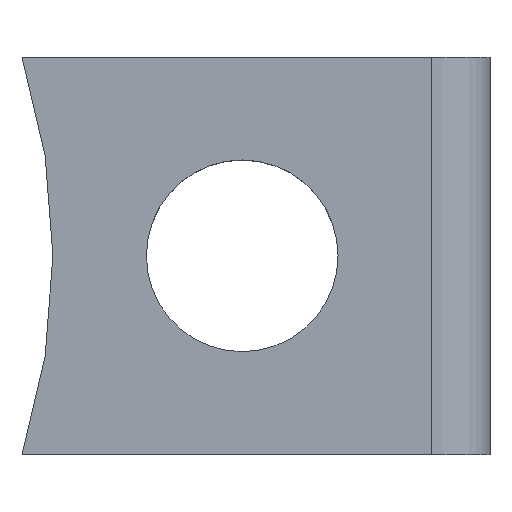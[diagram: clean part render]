
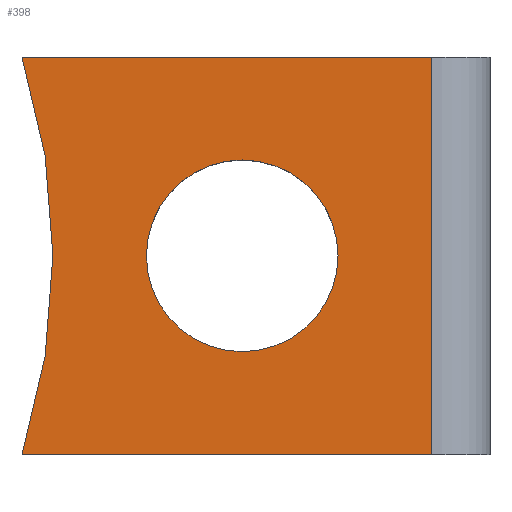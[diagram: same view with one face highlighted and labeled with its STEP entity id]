
A CAD part, top view. The second image highlights one B-rep face of the part: STEP entity #398.
In plain terms, the highlighted planar face has unit normal (0, 0, 1).
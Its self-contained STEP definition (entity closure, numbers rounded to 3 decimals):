
#94=CARTESIAN_POINT('Vertex',(-9.42,-8.5,0.)) ;
#97=CARTESIAN_POINT('Axis2P3D Location',(-36.099,0.,0.)) ;
#101=CARTESIAN_POINT('Vertex',(-9.42,8.5,0.)) ;
#203=CARTESIAN_POINT('Vertex',(8.1,8.5,0.)) ;
#206=CARTESIAN_POINT('Line Origine',(8.1,0.,0.)) ;
#210=CARTESIAN_POINT('Vertex',(8.1,-8.5,0.)) ;
#244=CARTESIAN_POINT('Line Origine',(-0.66,8.5,0.)) ;
#277=CARTESIAN_POINT('Line Origine',(-0.66,-8.5,0.)) ;
#369=CARTESIAN_POINT('Axis2P3D Location',(-10.4,0.,0.)) ;
#380=CARTESIAN_POINT('Axis2P3D Location',(0.,0.,0.)) ;
#384=CARTESIAN_POINT('Vertex',(4.1,0.,0.)) ;
#386=CARTESIAN_POINT('Vertex',(-4.1,0.,0.)) ;
#389=CARTESIAN_POINT('Axis2P3D Location',(0.,0.,0.)) ;
#98=DIRECTION('Axis2P3D Direction',(0.,0.,1.)) ;
#207=DIRECTION('Vector Direction',(0.,1.,0.)) ;
#245=DIRECTION('Vector Direction',(-1.,0.,0.)) ;
#278=DIRECTION('Vector Direction',(-1.,0.,0.)) ;
#370=DIRECTION('Axis2P3D Direction',(0.,0.,1.)) ;
#371=DIRECTION('Axis2P3D XDirection',(1.,0.,0.)) ;
#381=DIRECTION('Axis2P3D Direction',(0.,0.,1.)) ;
#390=DIRECTION('Axis2P3D Direction',(0.,0.,1.)) ;
#99=AXIS2_PLACEMENT_3D('Circle Axis2P3D',#97,#98,$) ;
#372=AXIS2_PLACEMENT_3D('Plane Axis2P3D',#369,#370,#371) ;
#382=AXIS2_PLACEMENT_3D('Circle Axis2P3D',#380,#381,$) ;
#391=AXIS2_PLACEMENT_3D('Circle Axis2P3D',#389,#390,$) ;
#375=ORIENTED_EDGE('',*,*,#248,.T.) ;
#376=ORIENTED_EDGE('',*,*,#103,.F.) ;
#377=ORIENTED_EDGE('',*,*,#281,.F.) ;
#378=ORIENTED_EDGE('',*,*,#212,.T.) ;
#395=ORIENTED_EDGE('',*,*,#388,.F.) ;
#396=ORIENTED_EDGE('',*,*,#393,.F.) ;
#397=FACE_BOUND('',#394,.T.) ;
#208=VECTOR('Line Direction',#207,1.) ;
#246=VECTOR('Line Direction',#245,1.) ;
#279=VECTOR('Line Direction',#278,1.) ;
#398=ADVANCED_FACE('PartBody',(#379,#397),#373,.T.) ;
#100=CIRCLE('generated circle',#99,28.) ;
#383=CIRCLE('generated circle',#382,4.1) ;
#392=CIRCLE('generated circle',#391,4.1) ;
#103=EDGE_CURVE('',#95,#102,#100,.T.) ;
#212=EDGE_CURVE('',#211,#204,#209,.T.) ;
#248=EDGE_CURVE('',#204,#102,#247,.T.) ;
#281=EDGE_CURVE('',#211,#95,#280,.T.) ;
#388=EDGE_CURVE('',#385,#387,#383,.T.) ;
#393=EDGE_CURVE('',#387,#385,#392,.T.) ;
#374=EDGE_LOOP('',(#375,#376,#377,#378)) ;
#394=EDGE_LOOP('',(#395,#396)) ;
#379=FACE_OUTER_BOUND('',#374,.T.) ;
#209=LINE('Line',#206,#208) ;
#247=LINE('Line',#244,#246) ;
#280=LINE('Line',#277,#279) ;
#373=PLANE('Plane',#372) ;
#95=VERTEX_POINT('',#94) ;
#102=VERTEX_POINT('',#101) ;
#204=VERTEX_POINT('',#203) ;
#211=VERTEX_POINT('',#210) ;
#385=VERTEX_POINT('',#384) ;
#387=VERTEX_POINT('',#386) ;
